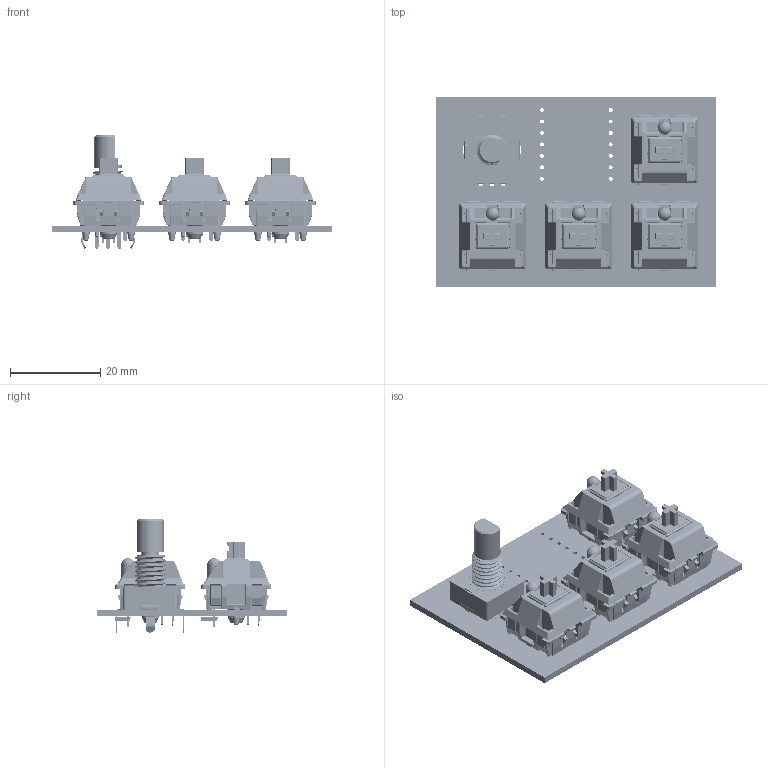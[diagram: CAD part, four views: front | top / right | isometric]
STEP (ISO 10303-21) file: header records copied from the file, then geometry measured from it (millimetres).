
FILE_DESCRIPTION(('KiCad electronic assembly'),'2;1');
FILE_NAME('Modded_Hackpad_Final.step','2026-02-02T23:35:21',('Pcbnew'),( 'Kicad'),'Open CASCADE STEP processor 7.8','KiCad to STEP converter' ,'Unknown');
FILE_SCHEMA(('AUTOMOTIVE_DESIGN { 1 0 10303 214 1 1 1 1 }'));
Length unit declared in the file: millimetre
Products named in the file (11): Modded_Hackpad_Final 1; MX; MX Öá °´¼ü¡ä_¨¹___¡§1; MX ס סͥ¨¢¨¬_¡§¡顧__; MXס ϞñLEDLEDLED; MXÖá ÖáÌå µ×²¿ ¦Ì¡Á2__Ä¬ÈÏ_¨¢2____¨¨_; ֫½ğ__Ĭɏ__¨¨_; æè½¬ç¼ç å¨; SMD3535 RGB; Modded_Hackpad_Final_PCB; Modded_Hackpad_Final 2
Assembly tree (15 placements, depth 3):
  Modded_Hackpad_Final 1
    MX  x4
      MX Öá °´¼ü¡ä_¨¹___¡§1
      MX ס סͥ¨¢¨¬_¡§¡顧__
      MXס ϞñLEDLEDLED
      MXÖá ÖáÌå µ×²¿ ¦Ì¡Á2__Ä¬ÈÏ_¨¢2____¨¨_
      ֫½ğ__Ĭɏ__¨¨_
    æè½¬ç¼ç å¨
    SMD3535 RGB  x4
    Modded_Hackpad_Final_PCB
  Modded_Hackpad_Final 2
Bounding box: 61.85 x 42.16 x 25.1 mm (x, y, z)
Volume: 9653.8 mm3; surface area: 18393.7 mm2
Topology: 179 solids, 179 shells, 9021 faces, 21261 edges, 12143 vertices
Faces by surface type: cylinder 3678, plane 2904, torus 1264, sphere 692, bspline 276, revolution 152, cone 55
Full cylindrical faces by diameter (mm): 0.025 x100, 0.889 x14, 1 x5, 1.5 x8, 1.7 x8, 4 x4
Entity records: 77746 total; most frequent: CARTESIAN_POINT 17036, DIRECTION 12718, ORIENTED_EDGE 11974, EDGE_CURVE 5987, AXIS2_PLACEMENT_3D 4688, VERTEX_POINT 3548, LINE 3304, VECTOR 3304
